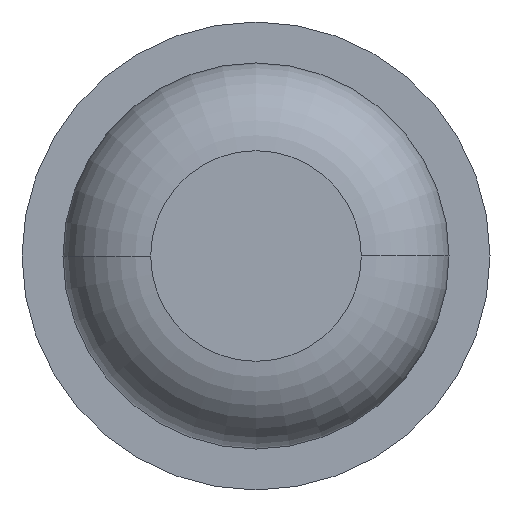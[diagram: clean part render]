
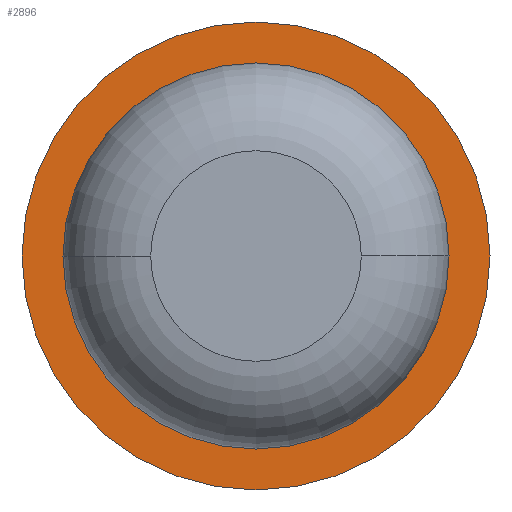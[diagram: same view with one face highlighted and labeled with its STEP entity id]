
A CAD part, front view. The second image highlights one B-rep face of the part: STEP entity #2896.
In plain terms, the highlighted planar face has unit normal (0, -1, 0).
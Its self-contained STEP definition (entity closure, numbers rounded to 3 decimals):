
#364 = CIRCLE ( 'NONE', #2040, 1. ) ;
#515 = VERTEX_POINT ( 'NONE', #4807 ) ;
#605 = EDGE_CURVE ( 'Defeature ausgef�hrt1_6+Defeature ausgef�hrt1_5+Defeature ausgef�hrt1_5+Defeature ausgef�hrt1_5', #4491, #987, #364, .T. ) ;
#618 = AXIS2_PLACEMENT_3D ( 'NONE', #2217, #1002, #4571 ) ;
#838 = EDGE_CURVE ( 'Defeature ausgef�hrt1_6+Defeature ausgef�hrt1_5+Defeature ausgef�hrt1_5+Defeature ausgef�hrt1_5', #987, #4491, #4532, .T. ) ;
#842 = AXIS2_PLACEMENT_3D ( 'NONE', #1543, #3859, #3466 ) ;
#911 = ORIENTED_EDGE ( 'NONE', *, *, #1891, .T. ) ;
#987 = VERTEX_POINT ( 'NONE', #4488 ) ;
#1002 = DIRECTION ( 'NONE',  ( 0., 1., 0. ) ) ;
#1211 = CIRCLE ( 'NONE', #618, 0.825 ) ;
#1543 = CARTESIAN_POINT ( 'NONE',  ( 0., -7., 0. ) ) ;
#1679 = AXIS2_PLACEMENT_3D ( 'NONE', #4845, #2420, #2837 ) ;
#1690 = AXIS2_PLACEMENT_3D ( 'NONE', #3325, #4852, #4934 ) ;
#1762 = CARTESIAN_POINT ( 'NONE',  ( 1., -7., 0. ) ) ;
#1891 = EDGE_CURVE ( 'Defeature ausgef�hrt1_5+Defeature ausgef�hrt1_0+Defeature ausgef�hrt1_0+Defeature ausgef�hrt1_0', #4358, #515, #2601, .T. ) ;
#1960 = DIRECTION ( 'NONE',  ( -1., 0., 0. ) ) ;
#2040 = AXIS2_PLACEMENT_3D ( 'NONE', #3489, #4721, #1960 ) ;
#2217 = CARTESIAN_POINT ( 'NONE',  ( 0., -7., 0. ) ) ;
#2420 = DIRECTION ( 'NONE',  ( 0., 1., 0. ) ) ;
#2601 = CIRCLE ( 'NONE', #842, 0.825 ) ;
#2713 = FACE_BOUND ( 'NONE', #2755, .T. ) ;
#2755 = EDGE_LOOP ( 'NONE', ( #4059, #911 ) ) ;
#2837 = DIRECTION ( 'NONE',  ( -1., 0., 0. ) ) ;
#2869 = ORIENTED_EDGE ( 'NONE', *, *, #605, .F. ) ;
#2876 = PLANE ( 'NONE',  #1690 ) ;
#2896 = ADVANCED_FACE ( 'Defeature ausgef�hrt1_5', ( #4267, #2713 ), #2876, .F. ) ;
#3325 = CARTESIAN_POINT ( 'NONE',  ( 0.825, -7., 0. ) ) ;
#3466 = DIRECTION ( 'NONE',  ( -1., 0., 0. ) ) ;
#3489 = CARTESIAN_POINT ( 'NONE',  ( 0., -7., 0. ) ) ;
#3664 = EDGE_CURVE ( 'Defeature ausgef�hrt1_5+Defeature ausgef�hrt1_0+Defeature ausgef�hrt1_0+Defeature ausgef�hrt1_0', #515, #4358, #1211, .T. ) ;
#3859 = DIRECTION ( 'NONE',  ( 0., 1., 0. ) ) ;
#4059 = ORIENTED_EDGE ( 'NONE', *, *, #3664, .T. ) ;
#4267 = FACE_OUTER_BOUND ( 'NONE', #4849, .T. ) ;
#4358 = VERTEX_POINT ( 'NONE', #5125 ) ;
#4488 = CARTESIAN_POINT ( 'NONE',  ( -1., -7., 0. ) ) ;
#4491 = VERTEX_POINT ( 'NONE', #1762 ) ;
#4532 = CIRCLE ( 'NONE', #1679, 1. ) ;
#4571 = DIRECTION ( 'NONE',  ( -1., 0., 0. ) ) ;
#4721 = DIRECTION ( 'NONE',  ( 0., 1., 0. ) ) ;
#4807 = CARTESIAN_POINT ( 'NONE',  ( -0.825, -7., 0. ) ) ;
#4845 = CARTESIAN_POINT ( 'NONE',  ( 0., -7., 0. ) ) ;
#4849 = EDGE_LOOP ( 'NONE', ( #4983, #2869 ) ) ;
#4852 = DIRECTION ( 'NONE',  ( 0., 1., 0. ) ) ;
#4934 = DIRECTION ( 'NONE',  ( -1., 0., 0. ) ) ;
#4983 = ORIENTED_EDGE ( 'NONE', *, *, #838, .F. ) ;
#5125 = CARTESIAN_POINT ( 'NONE',  ( 0.825, -7., 0. ) ) ;
